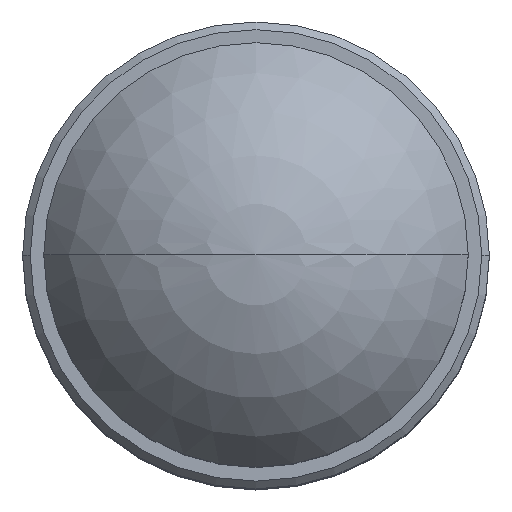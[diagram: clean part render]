
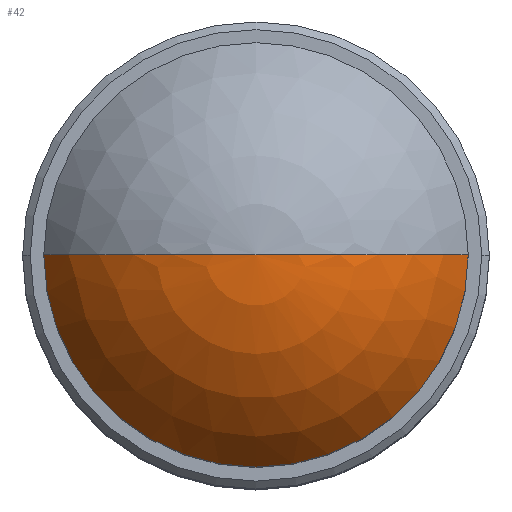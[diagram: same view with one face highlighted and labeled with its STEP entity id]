
A CAD part, top view. The second image highlights one B-rep face of the part: STEP entity #42.
In plain terms, the highlighted spherical face has radius 40.625 mm.
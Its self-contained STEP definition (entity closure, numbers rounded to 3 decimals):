
#1=CARTESIAN_POINT('POINT1376',(0.,
   0.,171.));
#2=VERTEX_POINT('VERTEX1376',#1);
#3=CARTESIAN_POINT('POINT1377',(-35.,0.,151.)
   );
#4=VERTEX_POINT('VERTEX1377',#3);
#5=CARTESIAN_POINT('POS2281',(0.,
   0.,130.375));
#6=DIRECTION('DIR3647',(0.,-1.,0.));
#7=DIRECTION('DIR3648',(0.,0.,1.));
#8=AXIS2_PLACEMENT_3D('AXIS1367',#5,#6,#7);
#9=CIRCLE('ELLIPSE633',#8,40.625);
#10=EDGE_CURVE('EDGE2153',#2,#4,#9,.T.);
#12=CARTESIAN_POINT('POINT1378',(35.,0.,
   151.));
#13=VERTEX_POINT('VERTEX1378',#12);
#14=CARTESIAN_POINT('POS2282',(0.,
   0.,130.375));
#15=DIRECTION('DIR3649',(0.,-1.,0.));
#16=DIRECTION('DIR3650',(0.,0.,1.));
#17=AXIS2_PLACEMENT_3D('AXIS1368',#14,#15,#16);
#18=CIRCLE('ELLIPSE634',#17,40.625);
#19=EDGE_CURVE('EDGE2154',#13,#2,#18,.T.);
#21=CARTESIAN_POINT('POS2283',(0.,0.,151.));
#22=DIRECTION('DIR3651',(0.,0.,-1.));
#23=DIRECTION('DIR3652',(1.,0.,0.));
#24=AXIS2_PLACEMENT_3D('AXIS1369',#21,#22,#23);
#25=CIRCLE('ELLIPSE635',#24,35.);
#30=CARTESIAN_POINT('POS2284',(0.,0.,
   130.375));
#31=DIRECTION('DIR3653',(0.,0.,1.));
#32=DIRECTION('DIR3654',(1.,0.,0.));
#33=AXIS2_PLACEMENT_3D('AXIS1370',#30,#31,#32);
#34=SPHERICAL_SURFACE('SPHERE_SURF14',#33,40.625);
#36=ORIENTED_EDGE('COEDGE4308',*,*,#10,.T.);
#37=EDGE_CURVE('EDGE2156',#13,#4,#25,.T.);
#38=ORIENTED_EDGE('COEDGE4309',*,*,#37,.F.);
#39=ORIENTED_EDGE('COEDGE4310',*,*,#19,.T.);
#40=EDGE_LOOP('NONE',(#36,#38,#39));
#41=FACE_BOUND('LOOP1',#40,.T.);
#42=ADVANCED_FACE('FACE1093',(#41),#34,.T.);
